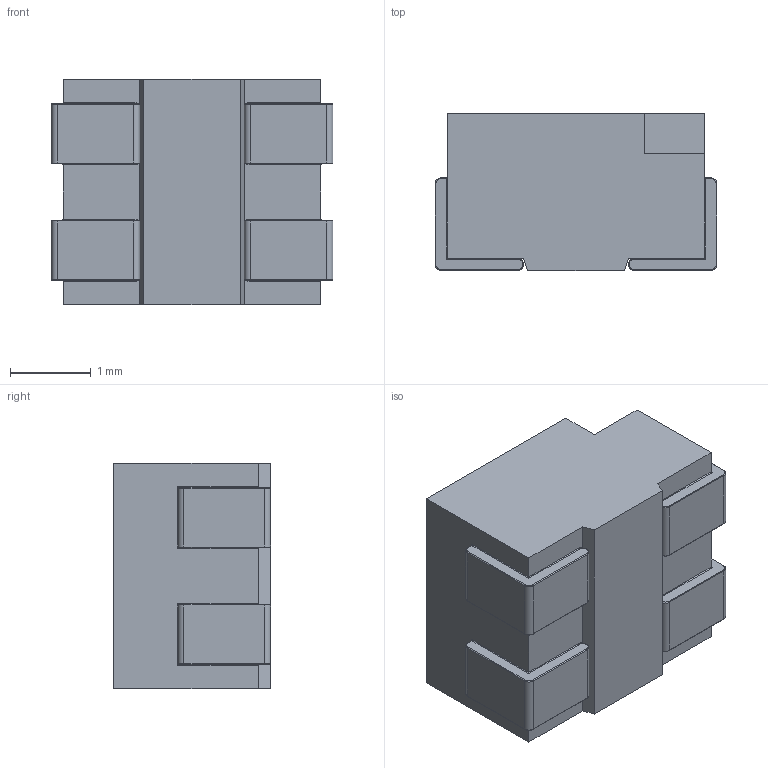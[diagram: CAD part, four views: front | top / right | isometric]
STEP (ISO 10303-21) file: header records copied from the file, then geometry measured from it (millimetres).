
FILE_DESCRIPTION (( 'STEP AP214' ), '1' );
FILE_NAME ('User Library-Osram_Led_PLCC4.STEP', '2019-06-11T17:55:05', ( '' ), ( '' ), 'SwSTEP 2.0', 'SolidWorks 2019', '' );
FILE_SCHEMA (( 'AUTOMOTIVE_DESIGN' ));
Length unit declared in the file: millimetre
Products named in the file (1): User Library-Osram_Led_PLCC4
Bounding box: 3.5 x 1.95 x 2.8 mm (x, y, z)
Volume: 17.5 mm3; surface area: 63.2 mm2
Topology: 3 solids, 3 shells, 153 faces, 354 edges, 208 vertices
Faces by surface type: cylinder 64, plane 41, torus 36, bspline 8, cone 4
Entity records: 6076 total; most frequent: CARTESIAN_POINT 1212, DIRECTION 782, ORIENTED_EDGE 708, EDGE_CURVE 354, AXIS2_PLACEMENT_3D 306, VERTEX_POINT 208, VECTOR 170, LINE 170
